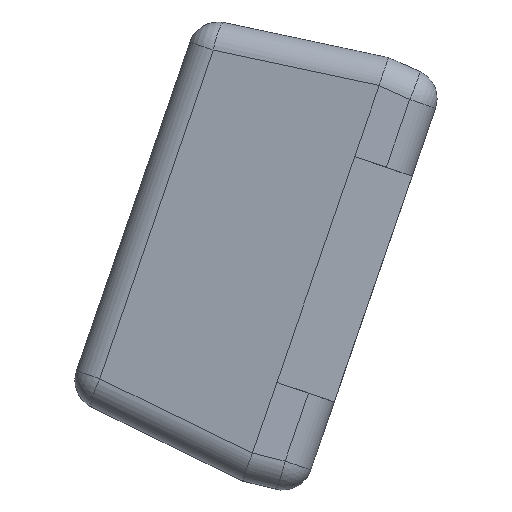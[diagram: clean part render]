
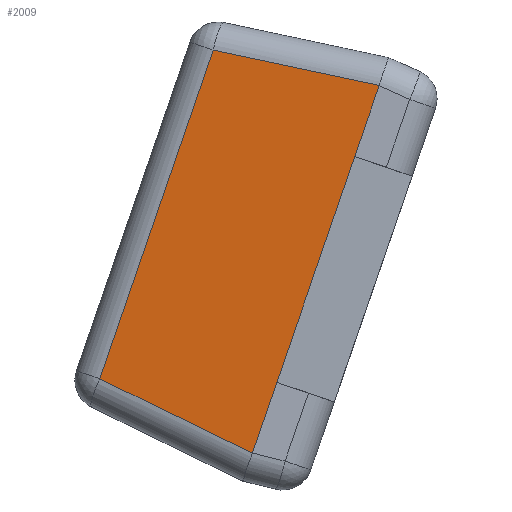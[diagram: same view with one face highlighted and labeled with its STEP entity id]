
A CAD part, left-side view. The second image highlights one B-rep face of the part: STEP entity #2009.
In plain terms, the highlighted face is planar.
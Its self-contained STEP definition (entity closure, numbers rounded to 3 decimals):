
#30=ELLIPSE('',#2225,0.388,0.1);
#31=ELLIPSE('',#2226,0.388,0.1);
#618=ORIENTED_EDGE('',*,*,#998,.T.);
#619=ORIENTED_EDGE('',*,*,#999,.T.);
#620=ORIENTED_EDGE('',*,*,#977,.F.);
#621=ORIENTED_EDGE('',*,*,#906,.F.);
#622=ORIENTED_EDGE('',*,*,#976,.F.);
#623=ORIENTED_EDGE('',*,*,#1000,.T.);
#624=ORIENTED_EDGE('',*,*,#1001,.T.);
#625=ORIENTED_EDGE('',*,*,#1002,.T.);
#906=EDGE_CURVE('',#1148,#1144,#1344,.T.);
#976=EDGE_CURVE('',#1197,#1148,#1392,.T.);
#977=EDGE_CURVE('',#1144,#1198,#1393,.T.);
#998=EDGE_CURVE('',#1212,#1213,#1410,.F.);
#999=EDGE_CURVE('',#1213,#1198,#30,.F.);
#1000=EDGE_CURVE('',#1197,#1214,#31,.F.);
#1001=EDGE_CURVE('',#1214,#1215,#1411,.F.);
#1002=EDGE_CURVE('',#1215,#1212,#1412,.T.);
#1144=VERTEX_POINT('',#3173);
#1148=VERTEX_POINT('',#3182);
#1197=VERTEX_POINT('',#3328);
#1198=VERTEX_POINT('',#3332);
#1212=VERTEX_POINT('',#3375);
#1213=VERTEX_POINT('',#3376);
#1214=VERTEX_POINT('',#3379);
#1215=VERTEX_POINT('',#3381);
#1344=LINE('',#3188,#1544);
#1392=LINE('',#3329,#1592);
#1393=LINE('',#3331,#1593);
#1410=LINE('',#3374,#1610);
#1411=LINE('',#3380,#1611);
#1412=LINE('',#3382,#1612);
#1544=VECTOR('',#2574,1000.);
#1592=VECTOR('',#2712,1000.);
#1593=VECTOR('',#2715,1000.);
#1610=VECTOR('',#2756,1000.);
#1611=VECTOR('',#2761,1000.);
#1612=VECTOR('',#2762,1000.);
#1721=EDGE_LOOP('',(#618,#619,#620,#621,#622,#623,#624,#625));
#1835=FACE_BOUND('',#1721,.T.);
#1917=PLANE('',#2224);
#2009=ADVANCED_FACE('',(#1835),#1917,.F.);
#2224=AXIS2_PLACEMENT_3D('',#3373,#2754,#2755);
#2225=AXIS2_PLACEMENT_3D('',#3377,#2757,#2758);
#2226=AXIS2_PLACEMENT_3D('',#3378,#2759,#2760);
#2574=DIRECTION('',(0.,1.,0.));
#2712=DIRECTION('',(0.,1.,0.));
#2715=DIRECTION('',(0.,1.,0.));
#2754=DIRECTION('',(0.985,0.,-0.174));
#2755=DIRECTION('',(-0.174,0.,-0.985));
#2756=DIRECTION('',(0.172,-0.12,0.978));
#2757=DIRECTION('',(0.985,0.,-0.174));
#2758=DIRECTION('',(0.173,0.09,0.981));
#2759=DIRECTION('',(0.985,0.,-0.174));
#2760=DIRECTION('',(-0.173,0.09,-0.981));
#2761=DIRECTION('',(-0.172,-0.12,-0.978));
#2762=DIRECTION('',(0.,1.,0.));
#3173=CARTESIAN_POINT('',(-0.846,0.4,0.203));
#3182=CARTESIAN_POINT('',(-0.846,-0.4,0.203));
#3188=CARTESIAN_POINT('',(-0.846,-0.75,0.203));
#3328=CARTESIAN_POINT('',(-0.846,-0.65,0.203));
#3329=CARTESIAN_POINT('',(-0.846,-0.75,0.203));
#3331=CARTESIAN_POINT('',(-0.846,-0.75,0.203));
#3332=CARTESIAN_POINT('',(-0.846,0.65,0.203));
#3373=CARTESIAN_POINT('',(-0.846,-0.75,0.203));
#3374=CARTESIAN_POINT('',(-0.817,0.631,0.367));
#3375=CARTESIAN_POINT('',(-0.747,0.582,0.767));
#3376=CARTESIAN_POINT('',(-0.846,0.651,0.203));
#3377=CARTESIAN_POINT('',(-0.779,0.683,0.584));
#3378=CARTESIAN_POINT('',(-0.779,-0.683,0.584));
#3379=CARTESIAN_POINT('',(-0.846,-0.651,0.203));
#3380=CARTESIAN_POINT('',(-0.848,-0.653,0.191));
#3381=CARTESIAN_POINT('',(-0.747,-0.582,0.767));
#3382=CARTESIAN_POINT('',(-0.747,-0.75,0.767));
